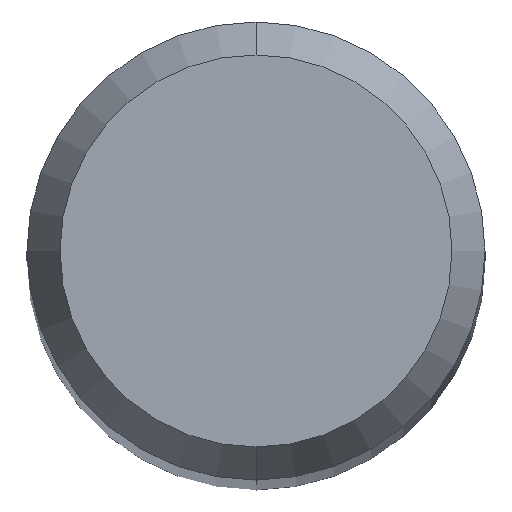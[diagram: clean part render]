
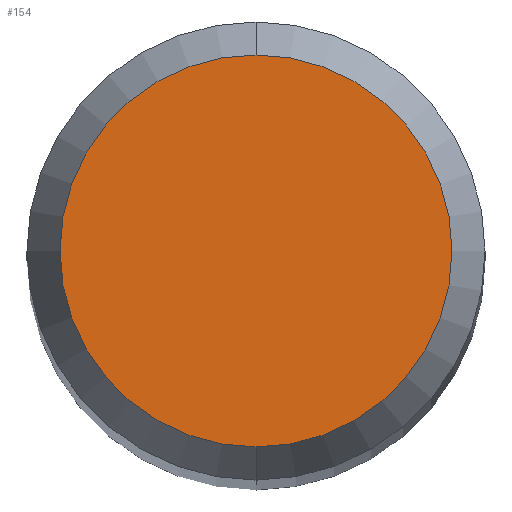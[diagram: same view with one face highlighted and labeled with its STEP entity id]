
A CAD part, top view. The second image highlights one B-rep face of the part: STEP entity #154.
In plain terms, the highlighted planar face has unit normal (0, 0, 1).
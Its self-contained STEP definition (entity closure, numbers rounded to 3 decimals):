
#132=EDGE_CURVE('',#158,#196,#273,.T.);
#140=EDGE_CURVE('',#196,#158,#283,.T.);
#154=ADVANCED_FACE('',(#298),#299,.T.);
#158=VERTEX_POINT('',#304);
#196=VERTEX_POINT('',#347);
#273=CIRCLE('',#430,1.358);
#283=CIRCLE('',#442,1.358);
#298=FACE_OUTER_BOUND('',#458,.T.);
#299=PLANE('',#459);
#304=CARTESIAN_POINT('',(0.,-1.358,0.01));
#347=CARTESIAN_POINT('',(0.0,1.358,0.01));
#430=AXIS2_PLACEMENT_3D('',#589,#590,#591);
#442=AXIS2_PLACEMENT_3D('',#603,#604,#605);
#458=EDGE_LOOP('',(#618,#619));
#459=AXIS2_PLACEMENT_3D('',#620,#621,#622);
#589=CARTESIAN_POINT('',(0.0,0.0,0.01));
#590=DIRECTION('',(0.0,0.0,-1.0));
#591=DIRECTION('',(0.0,1.0,0.0));
#603=CARTESIAN_POINT('',(0.0,0.0,0.01));
#604=DIRECTION('',(0.0,0.0,-1.0));
#605=DIRECTION('',(0.0,1.0,0.0));
#618=ORIENTED_EDGE('',*,*,#140,.F.);
#619=ORIENTED_EDGE('',*,*,#132,.F.);
#620=CARTESIAN_POINT('',(0.0,0.679,0.01));
#621=DIRECTION('',(-0.0,0.0,1.0));
#622=DIRECTION('',(0.0,-1.0,0.0));
